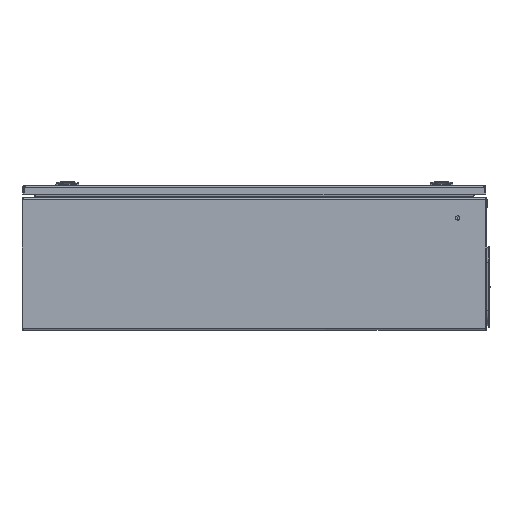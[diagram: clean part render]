
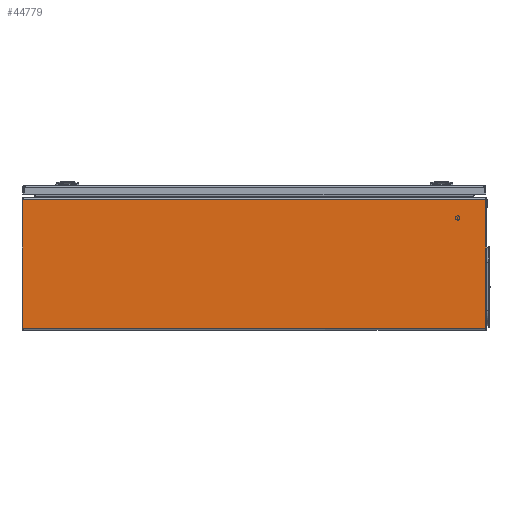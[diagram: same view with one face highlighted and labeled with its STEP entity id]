
A CAD part, left-side view. The second image highlights one B-rep face of the part: STEP entity #44779.
In plain terms, the highlighted planar face has unit normal (-1, 0, 0).
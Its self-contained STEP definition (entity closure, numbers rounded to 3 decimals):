
#30053 = CARTESIAN_POINT ( 'NONE',  ( -300., 398.499, 225.002 ) ) ;
#30096 = DIRECTION ( 'NONE',  ( -1., 0., 0. ) ) ;
#30097 = CARTESIAN_POINT ( 'NONE',  ( -300., 393.499, 225.002 ) ) ;
#30098 = AXIS2_PLACEMENT_3D ( 'NONE', #30097, #30096, #30160 ) ;
#30099 = CIRCLE ( 'NONE', #30098, 5. ) ;
#30100 = DIRECTION ( 'NONE',  ( 0., 0., -1. ) ) ;
#30101 = DIRECTION ( 'NONE',  ( -1., 0., 0. ) ) ;
#30102 = CARTESIAN_POINT ( 'NONE',  ( -300., 4383.5, 227. ) ) ;
#30103 = AXIS2_PLACEMENT_3D ( 'NONE', #30102, #30101, #30100 ) ;
#30104 = PLANE ( 'NONE',  #30103 ) ;
#30105 = FACE_OUTER_BOUND ( 'NONE', #44780, .T. ) ;
#30128 = LINE ( 'NONE', #30191, #30190 ) ;
#30130 = CARTESIAN_POINT ( 'NONE',  ( -300., -398.499, 225.002 ) ) ;
#30141 = DIRECTION ( 'NONE',  ( 0., 0., -1. ) ) ;
#30142 = VECTOR ( 'NONE', #30141, 1000. ) ;
#30143 = CARTESIAN_POINT ( 'NONE',  ( -300., 398.499, 227. ) ) ;
#30144 = LINE ( 'NONE', #30143, #30142 ) ;
#30145 = CARTESIAN_POINT ( 'NONE',  ( -300., 398.499, 3. ) ) ;
#30150 = DIRECTION ( 'NONE',  ( 0., -1., 0. ) ) ;
#30151 = DIRECTION ( 'NONE',  ( -1., 0., 0. ) ) ;
#30152 = CARTESIAN_POINT ( 'NONE',  ( -300., -393.499, 225.002 ) ) ;
#30153 = AXIS2_PLACEMENT_3D ( 'NONE', #30152, #30151, #30150 ) ;
#30154 = CIRCLE ( 'NONE', #30153, 5. ) ;
#30155 = DIRECTION ( 'NONE',  ( 0., -1., 0. ) ) ;
#30156 = VECTOR ( 'NONE', #30155, 1000. ) ;
#30157 = CARTESIAN_POINT ( 'NONE',  ( -300., 4383.5, 3. ) ) ;
#30158 = LINE ( 'NONE', #30157, #30156 ) ;
#30159 = CARTESIAN_POINT ( 'NONE',  ( -300., 398.474, 225.5 ) ) ;
#30160 = DIRECTION ( 'NONE',  ( 0., -1., 0. ) ) ;
#30188 = CARTESIAN_POINT ( 'NONE',  ( -300., -398.499, 3. ) ) ;
#30189 = DIRECTION ( 'NONE',  ( 0., 0., 1. ) ) ;
#30190 = VECTOR ( 'NONE', #30189, 1000. ) ;
#30191 = CARTESIAN_POINT ( 'NONE',  ( -300., -398.499, 227. ) ) ;
#30232 = DIRECTION ( 'NONE',  ( 0., 1., 0. ) ) ;
#30233 = VECTOR ( 'NONE', #30232, 1000. ) ;
#30234 = CARTESIAN_POINT ( 'NONE',  ( -300., -4383.492, 225.5 ) ) ;
#30235 = LINE ( 'NONE', #30234, #30233 ) ;
#30236 = CARTESIAN_POINT ( 'NONE',  ( -300., -398.474, 225.5 ) ) ;
#44729 = VERTEX_POINT ( 'NONE', #30053 ) ;
#44779 = ADVANCED_FACE ( 'NONE', ( #30105 ), #30104, .T. ) ;
#44780 = EDGE_LOOP ( 'NONE', ( #44781, #44784, #44785, #44787, #44788, #44847 ) ) ;
#44781 = ORIENTED_EDGE ( 'NONE', *, *, #44782, .T. ) ;
#44782 = EDGE_CURVE ( 'NONE', #44783, #44729, #30099, .T. ) ;
#44783 = VERTEX_POINT ( 'NONE', #30159 ) ;
#44784 = ORIENTED_EDGE ( 'NONE', *, *, #44794, .T. ) ;
#44785 = ORIENTED_EDGE ( 'NONE', *, *, #44786, .T. ) ;
#44786 = EDGE_CURVE ( 'NONE', #44792, #44803, #30158, .T. ) ;
#44787 = ORIENTED_EDGE ( 'NONE', *, *, #44802, .T. ) ;
#44788 = ORIENTED_EDGE ( 'NONE', *, *, #44789, .T. ) ;
#44789 = EDGE_CURVE ( 'NONE', #44799, #44846, #30154, .T. ) ;
#44792 = VERTEX_POINT ( 'NONE', #30145 ) ;
#44794 = EDGE_CURVE ( 'NONE', #44729, #44792, #30144, .T. ) ;
#44799 = VERTEX_POINT ( 'NONE', #30130 ) ;
#44802 = EDGE_CURVE ( 'NONE', #44803, #44799, #30128, .T. ) ;
#44803 = VERTEX_POINT ( 'NONE', #30188 ) ;
#44846 = VERTEX_POINT ( 'NONE', #30236 ) ;
#44847 = ORIENTED_EDGE ( 'NONE', *, *, #44848, .T. ) ;
#44848 = EDGE_CURVE ( 'NONE', #44846, #44783, #30235, .T. ) ;
